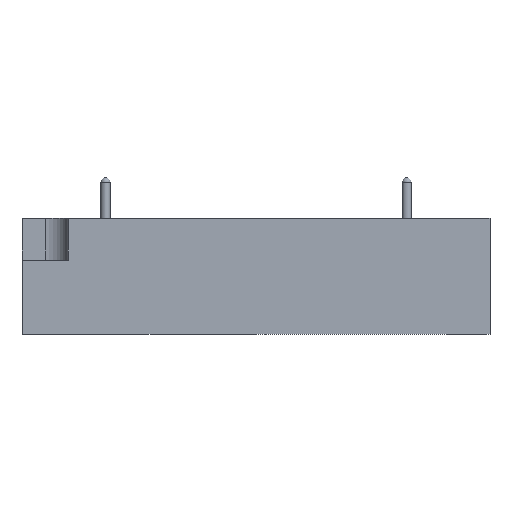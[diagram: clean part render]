
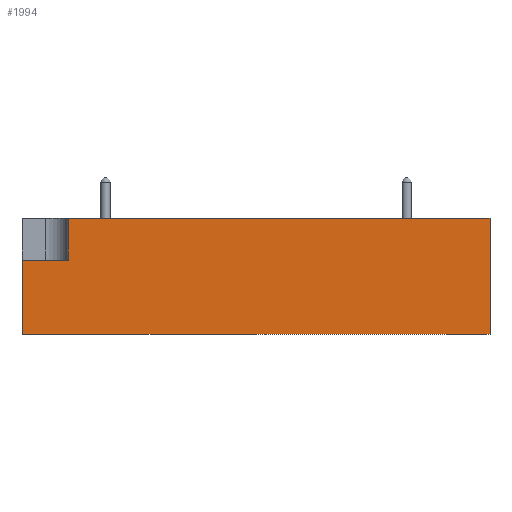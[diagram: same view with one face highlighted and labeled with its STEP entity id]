
A CAD part, left-side view. The second image highlights one B-rep face of the part: STEP entity #1994.
In plain terms, the highlighted planar face has unit normal (-1, 0, 0).
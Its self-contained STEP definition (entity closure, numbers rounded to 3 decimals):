
#54=LINE('',#2810,#139);
#62=LINE('',#2831,#147);
#63=LINE('',#2833,#148);
#64=LINE('',#2835,#149);
#65=LINE('',#2837,#150);
#66=LINE('',#2839,#151);
#139=VECTOR('',#2219,1000.);
#147=VECTOR('',#2233,1000.);
#148=VECTOR('',#2234,1000.);
#149=VECTOR('',#2235,1000.);
#150=VECTOR('',#2236,1000.);
#151=VECTOR('',#2237,1000.);
#339=ORIENTED_EDGE('',*,*,#742,.T.);
#340=ORIENTED_EDGE('',*,*,#752,.F.);
#341=ORIENTED_EDGE('',*,*,#753,.T.);
#342=ORIENTED_EDGE('',*,*,#754,.T.);
#343=ORIENTED_EDGE('',*,*,#755,.F.);
#344=ORIENTED_EDGE('',*,*,#756,.F.);
#742=EDGE_CURVE('',#956,#955,#54,.T.);
#752=EDGE_CURVE('',#964,#955,#62,.T.);
#753=EDGE_CURVE('',#964,#965,#63,.T.);
#754=EDGE_CURVE('',#965,#966,#64,.T.);
#755=EDGE_CURVE('',#967,#966,#65,.T.);
#756=EDGE_CURVE('',#956,#967,#66,.T.);
#955=VERTEX_POINT('',#2809);
#956=VERTEX_POINT('',#2811);
#964=VERTEX_POINT('',#2832);
#965=VERTEX_POINT('',#2834);
#966=VERTEX_POINT('',#2836);
#967=VERTEX_POINT('',#2838);
#1151=EDGE_LOOP('',(#339,#340,#341,#342,#343,#344));
#1258=FACE_BOUND('',#1151,.T.);
#1354=PLANE('',#2097);
#1994=ADVANCED_FACE('',(#1258),#1354,.T.);
#2097=AXIS2_PLACEMENT_3D('',#2830,#2231,#2232);
#2219=DIRECTION('',(0.,1.,0.));
#2231=DIRECTION('',(-1.,0.,0.));
#2232=DIRECTION('',(0.,-1.,0.));
#2233=DIRECTION('',(0.,0.,1.));
#2234=DIRECTION('',(0.,1.,0.));
#2235=DIRECTION('',(0.,0.,-1.));
#2236=DIRECTION('',(0.,1.,0.));
#2237=DIRECTION('',(0.,0.,-1.));
#2809=CARTESIAN_POINT('',(-25.25,20.25,6.25));
#2810=CARTESIAN_POINT('',(-25.25,-25.25,6.25));
#2811=CARTESIAN_POINT('',(-25.25,-25.25,6.25));
#2830=CARTESIAN_POINT('',(-25.25,-25.25,6.25));
#2831=CARTESIAN_POINT('',(-25.25,20.25,-66.253));
#2832=CARTESIAN_POINT('',(-25.25,20.25,1.75));
#2833=CARTESIAN_POINT('',(-25.25,20.25,1.75));
#2834=CARTESIAN_POINT('',(-25.25,25.25,1.75));
#2835=CARTESIAN_POINT('',(-25.25,25.25,6.25));
#2836=CARTESIAN_POINT('',(-25.25,25.25,-6.25));
#2837=CARTESIAN_POINT('',(-25.25,-25.25,-6.25));
#2838=CARTESIAN_POINT('',(-25.25,-25.25,-6.25));
#2839=CARTESIAN_POINT('',(-25.25,-25.25,6.25));
